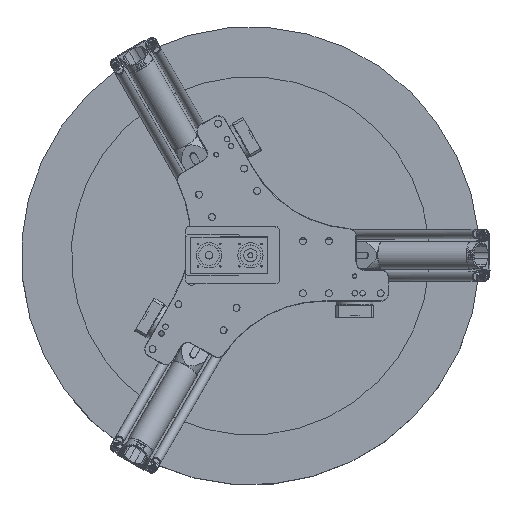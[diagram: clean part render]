
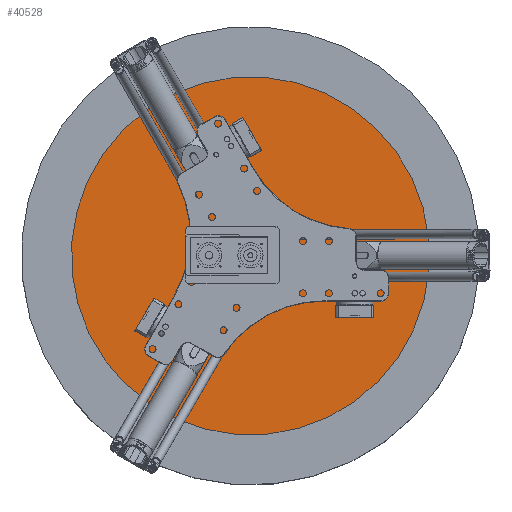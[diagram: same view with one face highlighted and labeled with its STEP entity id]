
A CAD part, top view. The second image highlights one B-rep face of the part: STEP entity #40528.
In plain terms, the highlighted planar face has unit normal (0, 0, 1).
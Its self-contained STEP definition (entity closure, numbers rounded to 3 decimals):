
#10784=FACE_OUTER_BOUND('',#13464,.T.);
#13464=EDGE_LOOP('',(#32325));
#16003=CIRCLE('',#44586,566.8);
#18762=VERTEX_POINT('',#71037);
#23527=EDGE_CURVE('',#18762,#18762,#16003,.T.);
#32325=ORIENTED_EDGE('',*,*,#23527,.F.);
#38757=PLANE('',#44587);
#40528=ADVANCED_FACE('',(#10784),#38757,.F.);
#44586=AXIS2_PLACEMENT_3D('',#71038,#52950,#52951);
#44587=AXIS2_PLACEMENT_3D('',#71040,#52953,#52954);
#52950=DIRECTION('center_axis',(0.,0.,-1.));
#52951=DIRECTION('ref_axis',(-1.,0.,0.));
#52953=DIRECTION('center_axis',(0.,0.,-1.));
#52954=DIRECTION('ref_axis',(-1.,0.,0.));
#71037=CARTESIAN_POINT('',(566.8,0.,150.));
#71038=CARTESIAN_POINT('Origin',(0.,0.,150.));
#71040=CARTESIAN_POINT('Origin',(0.,0.,150.));
